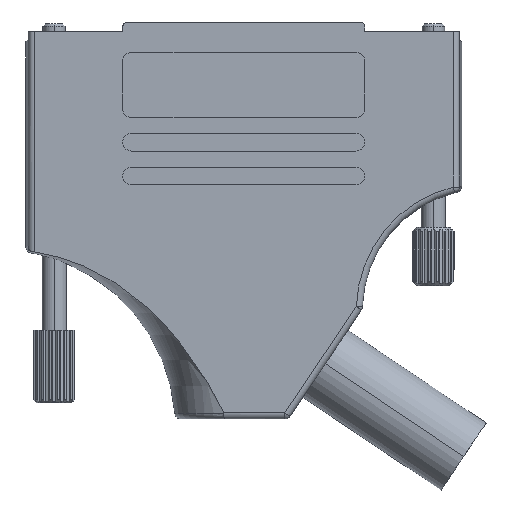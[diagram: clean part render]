
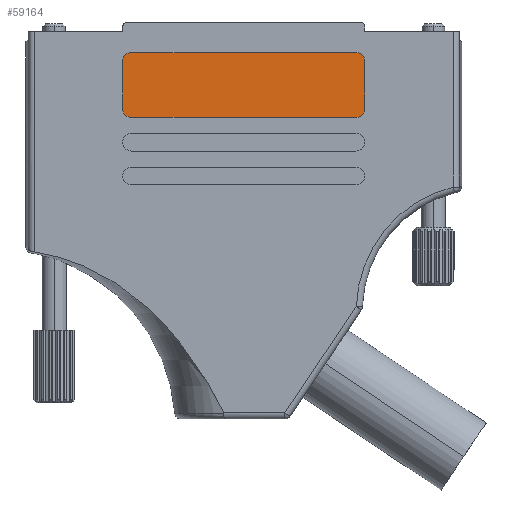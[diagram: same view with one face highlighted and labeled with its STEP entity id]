
A CAD part, front view. The second image highlights one B-rep face of the part: STEP entity #59164.
In plain terms, the highlighted planar face has unit normal (0, -1, 0).
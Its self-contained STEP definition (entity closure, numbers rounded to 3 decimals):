
#1719 = ORIENTED_EDGE ( 'NONE', *, *, #84119, .T. ) ;
#2062 = EDGE_CURVE ( 'NONE', #11516, #2439, #38426, .T. ) ;
#2439 = VERTEX_POINT ( 'NONE', #30980 ) ;
#3567 = ORIENTED_EDGE ( 'NONE', *, *, #45178, .T. ) ;
#6210 = VERTEX_POINT ( 'NONE', #91541 ) ;
#8871 = EDGE_CURVE ( 'NONE', #2439, #6210, #64525, .T. ) ;
#10332 = CARTESIAN_POINT ( 'NONE',  ( -14., -7.1, -10.8 ) ) ;
#11489 = CARTESIAN_POINT ( 'NONE',  ( -14., -7.1, -3.8 ) ) ;
#11516 = VERTEX_POINT ( 'NONE', #65228 ) ;
#12010 = VERTEX_POINT ( 'NONE', #119423 ) ;
#15853 = CARTESIAN_POINT ( 'NONE',  ( -15., -7.1, -4.8 ) ) ;
#21732 = LINE ( 'NONE', #11489, #60925 ) ;
#21756 = CARTESIAN_POINT ( 'NONE',  ( 14., -7.1, -10.8 ) ) ;
#22048 = EDGE_LOOP ( 'NONE', ( #1719, #74100, #112210, #35837, #28889, #3567, #61537, #102210 ) ) ;
#22224 = DIRECTION ( 'NONE',  ( 0., 0., 1. ) ) ;
#27280 = LINE ( 'NONE', #49067, #101460 ) ;
#28889 = ORIENTED_EDGE ( 'NONE', *, *, #37941, .T. ) ;
#29692 = DIRECTION ( 'NONE',  ( 0., -1., 0. ) ) ;
#30980 = CARTESIAN_POINT ( 'NONE',  ( 15., -7.1, -10.8 ) ) ;
#35029 = VERTEX_POINT ( 'NONE', #91714 ) ;
#35480 = DIRECTION ( 'NONE',  ( 0., 0., 1. ) ) ;
#35683 = FACE_OUTER_BOUND ( 'NONE', #22048, .T. ) ;
#35837 = ORIENTED_EDGE ( 'NONE', *, *, #42582, .T. ) ;
#37475 = CARTESIAN_POINT ( 'NONE',  ( 14., -7.1, -4.8 ) ) ;
#37941 = EDGE_CURVE ( 'NONE', #76268, #35029, #108600, .T. ) ;
#38426 = CIRCLE ( 'NONE', #106038, 1. ) ;
#39211 = CARTESIAN_POINT ( 'NONE',  ( -14., -7.1, -3.8 ) ) ;
#40413 = CARTESIAN_POINT ( 'NONE',  ( -14., -7.1, -4.8 ) ) ;
#41137 = DIRECTION ( 'NONE',  ( 1., 0., 0. ) ) ;
#42582 = EDGE_CURVE ( 'NONE', #12010, #76268, #99377, .T. ) ;
#45178 = EDGE_CURVE ( 'NONE', #35029, #11516, #27280, .T. ) ;
#47263 = DIRECTION ( 'NONE',  ( 0., -1., 0. ) ) ;
#47534 = EDGE_CURVE ( 'NONE', #104784, #106857, #21732, .T. ) ;
#47733 = DIRECTION ( 'NONE',  ( 0., -1., 0. ) ) ;
#49067 = CARTESIAN_POINT ( 'NONE',  ( -14., -7.1, -11.8 ) ) ;
#59164 = ADVANCED_FACE ( 'NONE', ( #35683 ), #64142, .F. ) ;
#60925 = VECTOR ( 'NONE', #102871, 1000. ) ;
#61537 = ORIENTED_EDGE ( 'NONE', *, *, #2062, .T. ) ;
#63343 = CIRCLE ( 'NONE', #119408, 1. ) ;
#64142 = PLANE ( 'NONE',  #85181 ) ;
#64525 = LINE ( 'NONE', #101433, #113207 ) ;
#65228 = CARTESIAN_POINT ( 'NONE',  ( 14., -7.1, -11.8 ) ) ;
#68018 = AXIS2_PLACEMENT_3D ( 'NONE', #10332, #29692, #84785 ) ;
#68471 = VECTOR ( 'NONE', #89718, 1000. ) ;
#69117 = CIRCLE ( 'NONE', #78773, 1. ) ;
#72638 = DIRECTION ( 'NONE',  ( 0., 0., 1. ) ) ;
#73501 = DIRECTION ( 'NONE',  ( 0., 0., 1. ) ) ;
#74100 = ORIENTED_EDGE ( 'NONE', *, *, #47534, .T. ) ;
#76268 = VERTEX_POINT ( 'NONE', #77642 ) ;
#77642 = CARTESIAN_POINT ( 'NONE',  ( -15., -7.1, -10.8 ) ) ;
#78153 = CARTESIAN_POINT ( 'NONE',  ( 14., -7.1, -3.8 ) ) ;
#78773 = AXIS2_PLACEMENT_3D ( 'NONE', #118873, #101898, #73501 ) ;
#83231 = EDGE_CURVE ( 'NONE', #106857, #12010, #63343, .T. ) ;
#84119 = EDGE_CURVE ( 'NONE', #6210, #104784, #69117, .T. ) ;
#84772 = DIRECTION ( 'NONE',  ( 0., 0., 1. ) ) ;
#84785 = DIRECTION ( 'NONE',  ( 0., 0., 1. ) ) ;
#85181 = AXIS2_PLACEMENT_3D ( 'NONE', #37475, #101040, #72638 ) ;
#89718 = DIRECTION ( 'NONE',  ( 0., 0., -1. ) ) ;
#91541 = CARTESIAN_POINT ( 'NONE',  ( 15., -7.1, -4.8 ) ) ;
#91714 = CARTESIAN_POINT ( 'NONE',  ( -14., -7.1, -11.8 ) ) ;
#99377 = LINE ( 'NONE', #15853, #68471 ) ;
#101040 = DIRECTION ( 'NONE',  ( 0., 1., 0. ) ) ;
#101433 = CARTESIAN_POINT ( 'NONE',  ( 15., -7.1, -4.8 ) ) ;
#101460 = VECTOR ( 'NONE', #41137, 1000. ) ;
#101898 = DIRECTION ( 'NONE',  ( 0., -1., 0. ) ) ;
#102210 = ORIENTED_EDGE ( 'NONE', *, *, #8871, .T. ) ;
#102871 = DIRECTION ( 'NONE',  ( -1., 0., 0. ) ) ;
#104784 = VERTEX_POINT ( 'NONE', #78153 ) ;
#106038 = AXIS2_PLACEMENT_3D ( 'NONE', #21756, #47263, #84772 ) ;
#106857 = VERTEX_POINT ( 'NONE', #39211 ) ;
#108600 = CIRCLE ( 'NONE', #68018, 1. ) ;
#112210 = ORIENTED_EDGE ( 'NONE', *, *, #83231, .T. ) ;
#113207 = VECTOR ( 'NONE', #35480, 1000. ) ;
#118873 = CARTESIAN_POINT ( 'NONE',  ( 14., -7.1, -4.8 ) ) ;
#119408 = AXIS2_PLACEMENT_3D ( 'NONE', #40413, #47733, #22224 ) ;
#119423 = CARTESIAN_POINT ( 'NONE',  ( -15., -7.1, -4.8 ) ) ;
